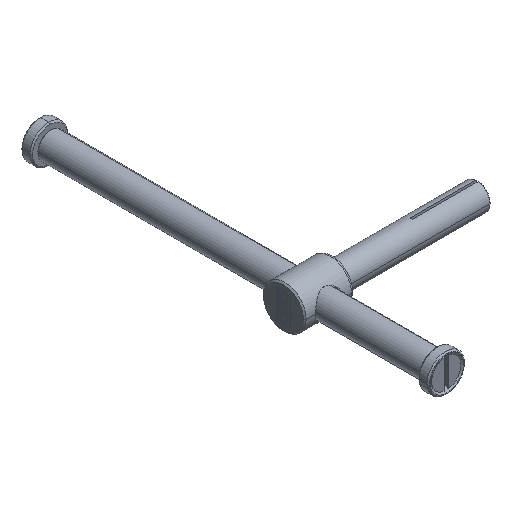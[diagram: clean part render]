
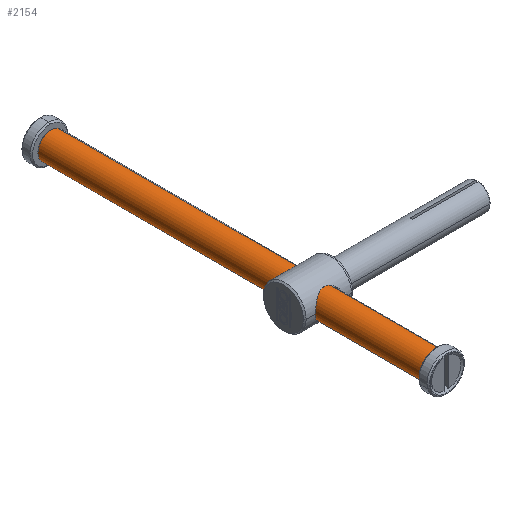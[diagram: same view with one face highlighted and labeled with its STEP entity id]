
A CAD part, isometric view. The second image highlights one B-rep face of the part: STEP entity #2154.
In plain terms, the highlighted cylindrical face has radius 5 mm (diameter 10 mm), a partial arc.
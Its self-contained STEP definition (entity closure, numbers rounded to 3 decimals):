
#82 = ORIENTED_EDGE ( 'NONE', *, *, #654, .T. ) ;
#111 = CARTESIAN_POINT ( 'NONE',  ( 0., 144.5, 5. ) ) ;
#212 = DIRECTION ( 'NONE',  ( 0., -1., 0. ) ) ;
#244 = CIRCLE ( 'NONE', #2749, 5. ) ;
#307 = DIRECTION ( 'NONE',  ( 0., -1., 0. ) ) ;
#398 = DIRECTION ( 'NONE',  ( 0., -1., 0. ) ) ;
#476 = DIRECTION ( 'NONE',  ( 0., 0., -1. ) ) ;
#514 = ORIENTED_EDGE ( 'NONE', *, *, #2464, .F. ) ;
#640 = CYLINDRICAL_SURFACE ( 'NONE', #1826, 5. ) ;
#654 = EDGE_CURVE ( 'NONE', #2102, #1054, #1633, .T. ) ;
#664 = CARTESIAN_POINT ( 'NONE',  ( 0., 0.5, 5. ) ) ;
#818 = VECTOR ( 'NONE', #398, 1000. ) ;
#923 = VECTOR ( 'NONE', #2412, 1000. ) ;
#1008 = VERTEX_POINT ( 'NONE', #111 ) ;
#1040 = CARTESIAN_POINT ( 'NONE',  ( 0., 145., 0. ) ) ;
#1054 = VERTEX_POINT ( 'NONE', #664 ) ;
#1055 = CARTESIAN_POINT ( 'NONE',  ( 0., 0.5, 0. ) ) ;
#1209 = EDGE_CURVE ( 'NONE', #1008, #3225, #244, .T. ) ;
#1342 = CARTESIAN_POINT ( 'NONE',  ( 0., 0.5, -5. ) ) ;
#1465 = EDGE_CURVE ( 'NONE', #3225, #2102, #3055, .T. ) ;
#1518 = DIRECTION ( 'NONE',  ( 0., 0., 1. ) ) ;
#1539 = LINE ( 'NONE', #3457, #818 ) ;
#1633 = CIRCLE ( 'NONE', #2451, 5. ) ;
#1826 = AXIS2_PLACEMENT_3D ( 'NONE', #1040, #212, #476 ) ;
#1838 = CARTESIAN_POINT ( 'NONE',  ( 0., 144.5, -5. ) ) ;
#1904 = CARTESIAN_POINT ( 'NONE',  ( 0., 145., -5. ) ) ;
#1947 = DIRECTION ( 'NONE',  ( 0., 0., 1. ) ) ;
#2102 = VERTEX_POINT ( 'NONE', #1342 ) ;
#2154 = ADVANCED_FACE ( 'NONE', ( #2943 ), #640, .T. ) ;
#2162 = DIRECTION ( 'NONE',  ( 0., 1., 0. ) ) ;
#2412 = DIRECTION ( 'NONE',  ( 0., -1., 0. ) ) ;
#2415 = ORIENTED_EDGE ( 'NONE', *, *, #1209, .T. ) ;
#2451 = AXIS2_PLACEMENT_3D ( 'NONE', #1055, #2162, #1518 ) ;
#2464 = EDGE_CURVE ( 'NONE', #1008, #1054, #1539, .T. ) ;
#2488 = ORIENTED_EDGE ( 'NONE', *, *, #1465, .T. ) ;
#2749 = AXIS2_PLACEMENT_3D ( 'NONE', #3067, #307, #1947 ) ;
#2943 = FACE_OUTER_BOUND ( 'NONE', #3565, .T. ) ;
#3055 = LINE ( 'NONE', #1904, #923 ) ;
#3067 = CARTESIAN_POINT ( 'NONE',  ( 0., 144.5, 0. ) ) ;
#3225 = VERTEX_POINT ( 'NONE', #1838 ) ;
#3457 = CARTESIAN_POINT ( 'NONE',  ( 0., 145., 5. ) ) ;
#3565 = EDGE_LOOP ( 'NONE', ( #514, #2415, #2488, #82 ) ) ;
